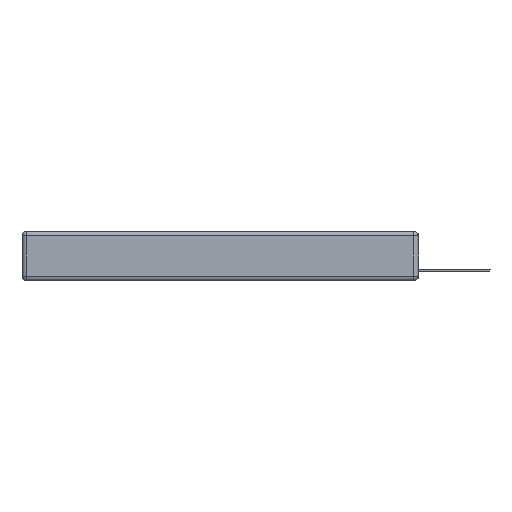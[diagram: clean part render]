
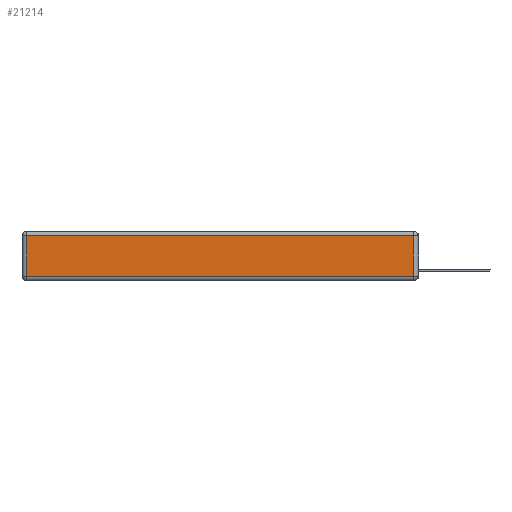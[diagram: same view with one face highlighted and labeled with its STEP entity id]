
A CAD part, left-side view. The second image highlights one B-rep face of the part: STEP entity #21214.
In plain terms, the highlighted planar face has unit normal (-1, 0, 0).
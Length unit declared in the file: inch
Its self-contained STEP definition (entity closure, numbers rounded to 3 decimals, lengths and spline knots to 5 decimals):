
#1339 = VECTOR ( 'NONE', #21169, 39.37008 ) ;
#1562 = CARTESIAN_POINT ( 'NONE',  ( 0., 0.03, -0.03 ) ) ;
#2232 = LINE ( 'NONE', #10794, #1339 ) ;
#2237 = AXIS2_PLACEMENT_3D ( 'NONE', #17358, #6684, #27606 ) ;
#2362 = PLANE ( 'NONE',  #2237 ) ;
#3460 = VERTEX_POINT ( 'NONE', #21508 ) ;
#3917 = VERTEX_POINT ( 'NONE', #1562 ) ;
#4098 = EDGE_LOOP ( 'NONE', ( #8674, #6697, #20717, #25188 ) ) ;
#4874 = VECTOR ( 'NONE', #26038, 39.37008 ) ;
#5239 = DIRECTION ( 'NONE',  ( 0., 1., 0. ) ) ;
#6500 = CARTESIAN_POINT ( 'NONE',  ( 0., 0.03, -0.313 ) ) ;
#6684 = DIRECTION ( 'NONE',  ( -1., 0., 0. ) ) ;
#6697 = ORIENTED_EDGE ( 'NONE', *, *, #20511, .T. ) ;
#8343 = VECTOR ( 'NONE', #12806, 39.37008 ) ;
#8632 = EDGE_CURVE ( 'NONE', #17692, #17968, #2232, .T. ) ;
#8674 = ORIENTED_EDGE ( 'NONE', *, *, #8632, .T. ) ;
#8790 = FACE_OUTER_BOUND ( 'NONE', #4098, .T. ) ;
#9579 = CARTESIAN_POINT ( 'NONE',  ( 0., 2.75, -0.03 ) ) ;
#10794 = CARTESIAN_POINT ( 'NONE',  ( 0., 0., -0.313 ) ) ;
#12806 = DIRECTION ( 'NONE',  ( 0., 0., -1. ) ) ;
#14896 = LINE ( 'NONE', #22512, #8343 ) ;
#16657 = EDGE_CURVE ( 'NONE', #3460, #17692, #14896, .T. ) ;
#17358 = CARTESIAN_POINT ( 'NONE',  ( 0., 0., -0.343 ) ) ;
#17692 = VERTEX_POINT ( 'NONE', #20407 ) ;
#17968 = VERTEX_POINT ( 'NONE', #6500 ) ;
#19406 = EDGE_CURVE ( 'NONE', #3917, #3460, #21944, .T. ) ;
#20407 = CARTESIAN_POINT ( 'NONE',  ( 0., 2.72, -0.313 ) ) ;
#20511 = EDGE_CURVE ( 'NONE', #17968, #3917, #21020, .T. ) ;
#20717 = ORIENTED_EDGE ( 'NONE', *, *, #19406, .T. ) ;
#21020 = LINE ( 'NONE', #23790, #4874 ) ;
#21169 = DIRECTION ( 'NONE',  ( 0., -1., 0. ) ) ;
#21214 = ADVANCED_FACE ( 'NONE', ( #8790 ), #2362, .T. ) ;
#21394 = VECTOR ( 'NONE', #5239, 39.37008 ) ;
#21508 = CARTESIAN_POINT ( 'NONE',  ( 0., 2.72, -0.03 ) ) ;
#21944 = LINE ( 'NONE', #9579, #21394 ) ;
#22512 = CARTESIAN_POINT ( 'NONE',  ( 0., 2.72, -0.343 ) ) ;
#23790 = CARTESIAN_POINT ( 'NONE',  ( 0., 0.03, -0.343 ) ) ;
#25188 = ORIENTED_EDGE ( 'NONE', *, *, #16657, .T. ) ;
#26038 = DIRECTION ( 'NONE',  ( 0., 0., 1. ) ) ;
#27606 = DIRECTION ( 'NONE',  ( 0., 0., 1. ) ) ;
